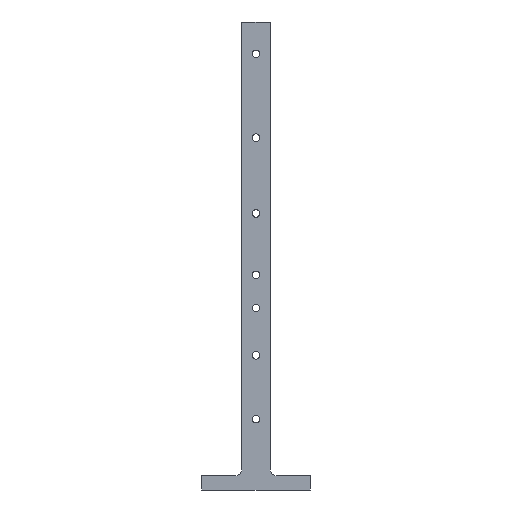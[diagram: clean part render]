
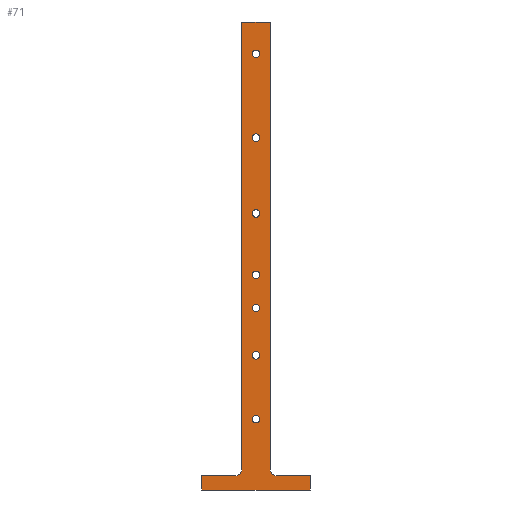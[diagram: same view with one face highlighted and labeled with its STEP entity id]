
A CAD part, front view. The second image highlights one B-rep face of the part: STEP entity #71.
In plain terms, the highlighted planar face has unit normal (0, -1, 0).
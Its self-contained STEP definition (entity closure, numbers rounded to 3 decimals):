
#71=ADVANCED_FACE('',(#164,#165,#166,#167,#168,#169,#170,#171),#94,.F.);
#94=PLANE('',#494);
#95=LINE('',#636,#121);
#99=LINE('',#645,#125);
#102=LINE('',#653,#128);
#107=LINE('',#664,#133);
#109=LINE('',#670,#135);
#112=LINE('',#676,#138);
#117=LINE('',#689,#143);
#119=LINE('',#693,#145);
#121=VECTOR('',#515,1.);
#125=VECTOR('',#521,1.);
#128=VECTOR('',#528,1.);
#133=VECTOR('',#535,1.);
#135=VECTOR('',#541,1.);
#138=VECTOR('',#546,1.);
#143=VECTOR('',#555,1.);
#145=VECTOR('',#559,1.);
#164=FACE_BOUND('',#215,.T.);
#165=FACE_BOUND('',#216,.T.);
#166=FACE_BOUND('',#217,.T.);
#167=FACE_BOUND('',#218,.T.);
#168=FACE_BOUND('',#219,.T.);
#169=FACE_BOUND('',#220,.T.);
#170=FACE_BOUND('',#221,.T.);
#171=FACE_BOUND('',#222,.T.);
#215=EDGE_LOOP('',(#300));
#216=EDGE_LOOP('',(#301));
#217=EDGE_LOOP('',(#302));
#218=EDGE_LOOP('',(#303));
#219=EDGE_LOOP('',(#304));
#220=EDGE_LOOP('',(#305));
#221=EDGE_LOOP('',(#306));
#222=EDGE_LOOP('',(#307,#308,#309,#310,#311,#312,#313,#314,#315,#316));
#300=ORIENTED_EDGE('',*,*,#427,.T.);
#301=ORIENTED_EDGE('',*,*,#428,.T.);
#302=ORIENTED_EDGE('',*,*,#429,.T.);
#303=ORIENTED_EDGE('',*,*,#430,.T.);
#304=ORIENTED_EDGE('',*,*,#431,.T.);
#305=ORIENTED_EDGE('',*,*,#432,.T.);
#306=ORIENTED_EDGE('',*,*,#433,.T.);
#307=ORIENTED_EDGE('',*,*,#389,.F.);
#308=ORIENTED_EDGE('',*,*,#416,.F.);
#309=ORIENTED_EDGE('',*,*,#414,.F.);
#310=ORIENTED_EDGE('',*,*,#434,.T.);
#311=ORIENTED_EDGE('',*,*,#408,.F.);
#312=ORIENTED_EDGE('',*,*,#405,.F.);
#313=ORIENTED_EDGE('',*,*,#402,.F.);
#314=ORIENTED_EDGE('',*,*,#435,.T.);
#315=ORIENTED_EDGE('',*,*,#397,.F.);
#316=ORIENTED_EDGE('',*,*,#393,.F.);
#348=VERTEX_POINT('',#637);
#349=VERTEX_POINT('',#638);
#352=VERTEX_POINT('',#646);
#355=VERTEX_POINT('',#654);
#359=VERTEX_POINT('',#663);
#360=VERTEX_POINT('',#665);
#362=VERTEX_POINT('',#671);
#364=VERTEX_POINT('',#677);
#369=VERTEX_POINT('',#688);
#370=VERTEX_POINT('',#690);
#378=VERTEX_POINT('',#714);
#379=VERTEX_POINT('',#716);
#380=VERTEX_POINT('',#718);
#381=VERTEX_POINT('',#720);
#382=VERTEX_POINT('',#722);
#383=VERTEX_POINT('',#724);
#384=VERTEX_POINT('',#726);
#389=EDGE_CURVE('',#348,#349,#95,.T.);
#393=EDGE_CURVE('',#349,#352,#99,.T.);
#397=EDGE_CURVE('',#352,#355,#102,.T.);
#402=EDGE_CURVE('',#359,#360,#107,.T.);
#405=EDGE_CURVE('',#360,#362,#109,.T.);
#408=EDGE_CURVE('',#362,#364,#112,.T.);
#414=EDGE_CURVE('',#369,#370,#117,.T.);
#416=EDGE_CURVE('',#370,#348,#119,.T.);
#427=EDGE_CURVE('',#378,#378,#451,.T.);
#428=EDGE_CURVE('',#379,#379,#452,.T.);
#429=EDGE_CURVE('',#380,#380,#453,.T.);
#430=EDGE_CURVE('',#381,#381,#454,.T.);
#431=EDGE_CURVE('',#382,#382,#455,.T.);
#432=EDGE_CURVE('',#383,#383,#456,.T.);
#433=EDGE_CURVE('',#384,#384,#457,.T.);
#434=EDGE_CURVE('',#369,#364,#458,.T.);
#435=EDGE_CURVE('',#359,#355,#459,.T.);
#451=CIRCLE('',#485,1.65);
#452=CIRCLE('',#486,1.65);
#453=CIRCLE('',#487,1.65);
#454=CIRCLE('',#488,1.65);
#455=CIRCLE('',#489,1.65);
#456=CIRCLE('',#490,1.65);
#457=CIRCLE('',#491,1.65);
#458=CIRCLE('',#492,3.);
#459=CIRCLE('',#493,3.);
#485=AXIS2_PLACEMENT_3D('',#713,#583,#584);
#486=AXIS2_PLACEMENT_3D('',#715,#585,#586);
#487=AXIS2_PLACEMENT_3D('',#717,#587,#588);
#488=AXIS2_PLACEMENT_3D('',#719,#589,#590);
#489=AXIS2_PLACEMENT_3D('',#721,#591,#592);
#490=AXIS2_PLACEMENT_3D('',#723,#593,#594);
#491=AXIS2_PLACEMENT_3D('',#725,#595,#596);
#492=AXIS2_PLACEMENT_3D('',#727,#597,#598);
#493=AXIS2_PLACEMENT_3D('',#728,#599,#600);
#494=AXIS2_PLACEMENT_3D('',#729,#601,#602);
#515=DIRECTION('',(-1.,0.,0.));
#521=DIRECTION('',(0.,0.,1.));
#528=DIRECTION('',(1.,0.,0.));
#535=DIRECTION('',(0.,0.,1.));
#541=DIRECTION('',(1.,0.,0.));
#546=DIRECTION('',(0.,0.,-1.));
#555=DIRECTION('',(1.,0.,0.));
#559=DIRECTION('',(0.,0.,-1.));
#583=DIRECTION('',(0.,1.,0.));
#584=DIRECTION('',(0.,0.,1.));
#585=DIRECTION('',(0.,1.,0.));
#586=DIRECTION('',(0.,0.,1.));
#587=DIRECTION('',(0.,1.,0.));
#588=DIRECTION('',(0.,0.,1.));
#589=DIRECTION('',(0.,1.,0.));
#590=DIRECTION('',(0.,0.,1.));
#591=DIRECTION('',(0.,1.,0.));
#592=DIRECTION('',(0.,0.,1.));
#593=DIRECTION('',(0.,1.,0.));
#594=DIRECTION('',(0.,0.,1.));
#595=DIRECTION('',(0.,1.,0.));
#596=DIRECTION('',(0.,0.,1.));
#597=DIRECTION('',(0.,1.,0.));
#598=DIRECTION('',(0.,0.,1.));
#599=DIRECTION('',(0.,1.,0.));
#600=DIRECTION('',(0.,0.,1.));
#601=DIRECTION('',(0.,1.,0.));
#602=DIRECTION('',(0.,0.,1.));
#636=CARTESIAN_POINT('',(23.,-5.,35.));
#637=CARTESIAN_POINT('',(23.,-5.,35.));
#638=CARTESIAN_POINT('',(-23.,-5.,35.));
#645=CARTESIAN_POINT('',(-23.,-5.,35.));
#646=CARTESIAN_POINT('',(-23.,-5.,41.));
#653=CARTESIAN_POINT('',(-23.,-5.,41.));
#654=CARTESIAN_POINT('',(-9.,-5.,41.));
#663=CARTESIAN_POINT('',(-6.,-5.,44.));
#664=CARTESIAN_POINT('',(-6.,-5.,41.));
#665=CARTESIAN_POINT('',(-6.,-5.,233.));
#670=CARTESIAN_POINT('',(-6.,-5.,233.));
#671=CARTESIAN_POINT('',(6.,-5.,233.));
#676=CARTESIAN_POINT('',(6.,-5.,223.));
#677=CARTESIAN_POINT('',(6.,-5.,44.));
#688=CARTESIAN_POINT('',(9.,-5.,41.));
#689=CARTESIAN_POINT('',(6.,-5.,41.));
#690=CARTESIAN_POINT('',(23.,-5.,41.));
#693=CARTESIAN_POINT('',(23.,-5.,41.));
#713=CARTESIAN_POINT('',(0.,-5.,112.));
#714=CARTESIAN_POINT('',(0.,-5.,113.65));
#715=CARTESIAN_POINT('',(0.,-5.,92.));
#716=CARTESIAN_POINT('',(0.,-5.,93.65));
#717=CARTESIAN_POINT('',(0.,-5.,65.));
#718=CARTESIAN_POINT('',(0.,-5.,66.65));
#719=CARTESIAN_POINT('',(0.,-5.,184.));
#720=CARTESIAN_POINT('',(0.,-5.,185.65));
#721=CARTESIAN_POINT('',(0.,-5.,126.));
#722=CARTESIAN_POINT('',(0.,-5.,127.65));
#723=CARTESIAN_POINT('',(0.,-5.,219.5));
#724=CARTESIAN_POINT('',(0.,-5.,221.15));
#725=CARTESIAN_POINT('',(0.,-5.,152.));
#726=CARTESIAN_POINT('',(0.,-5.,153.65));
#727=CARTESIAN_POINT('',(9.,-5.,44.));
#728=CARTESIAN_POINT('',(-9.,-5.,44.));
#729=CARTESIAN_POINT('',(0.,-5.,0.));
